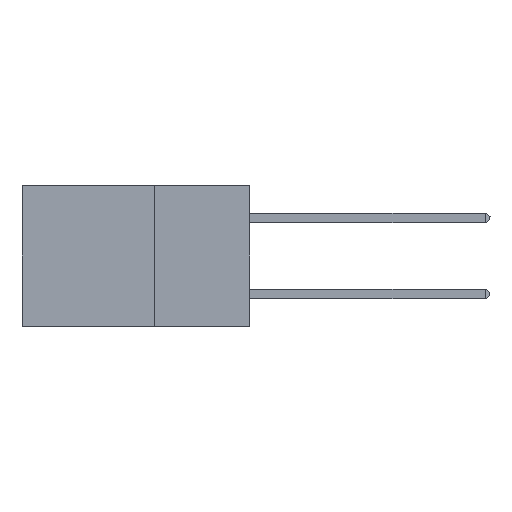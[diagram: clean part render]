
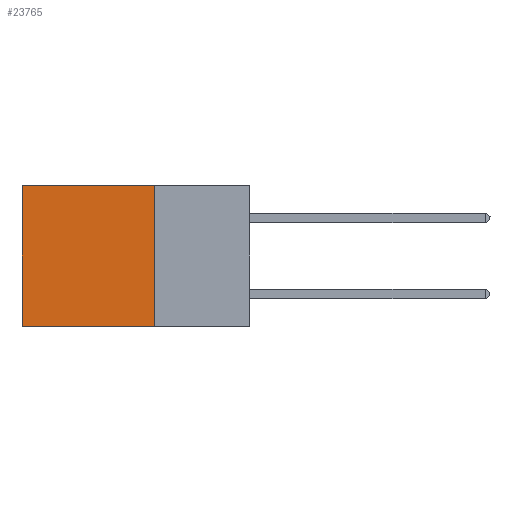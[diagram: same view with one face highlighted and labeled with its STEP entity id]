
A CAD part, left-side view. The second image highlights one B-rep face of the part: STEP entity #23765.
In plain terms, the highlighted planar face has unit normal (-1, 0, 0).
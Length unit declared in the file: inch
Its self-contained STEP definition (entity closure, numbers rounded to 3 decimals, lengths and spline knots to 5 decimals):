
#240 = PLANE ( 'NONE',  #21778 ) ;
#913 = VERTEX_POINT ( 'NONE', #2706 ) ;
#1231 = CARTESIAN_POINT ( 'NONE',  ( 0.2875, 0.6, 0. ) ) ;
#2706 = CARTESIAN_POINT ( 'NONE',  ( 0.2875, 0.6, -0.37 ) ) ;
#4195 = VECTOR ( 'NONE', #40020, 39.37008 ) ;
#4641 = DIRECTION ( 'NONE',  ( 0., 1., 0. ) ) ;
#4790 = CARTESIAN_POINT ( 'NONE',  ( 0.2875, 0.25, -0.37 ) ) ;
#4943 = VECTOR ( 'NONE', #4641, 39.37008 ) ;
#5309 = CARTESIAN_POINT ( 'NONE',  ( 0.2875, 0.25, 0. ) ) ;
#6487 = EDGE_CURVE ( 'NONE', #38962, #39466, #14697, .T. ) ;
#7320 = CARTESIAN_POINT ( 'NONE',  ( 0.2875, 0.25, 0. ) ) ;
#9962 = VECTOR ( 'NONE', #19447, 39.37008 ) ;
#10264 = CARTESIAN_POINT ( 'NONE',  ( 0.2875, 0.25, 0. ) ) ;
#10894 = DIRECTION ( 'NONE',  ( 0., 0., -1. ) ) ;
#14129 = DIRECTION ( 'NONE',  ( 0., 0., -1. ) ) ;
#14697 = LINE ( 'NONE', #26636, #4195 ) ;
#17371 = EDGE_CURVE ( 'NONE', #30836, #913, #23640, .T. ) ;
#19447 = DIRECTION ( 'NONE',  ( 0., 0., -1. ) ) ;
#21778 = AXIS2_PLACEMENT_3D ( 'NONE', #7320, #31907, #10894 ) ;
#23053 = EDGE_LOOP ( 'NONE', ( #24813, #30479, #25531, #33929 ) ) ;
#23640 = LINE ( 'NONE', #4790, #4943 ) ;
#23765 = ADVANCED_FACE ( 'NONE', ( #30214 ), #240, .F. ) ;
#24813 = ORIENTED_EDGE ( 'NONE', *, *, #43474, .T. ) ;
#25531 = ORIENTED_EDGE ( 'NONE', *, *, #31080, .F. ) ;
#26636 = CARTESIAN_POINT ( 'NONE',  ( 0.2875, 0.25, 0. ) ) ;
#29334 = VECTOR ( 'NONE', #14129, 39.37008 ) ;
#29724 = LINE ( 'NONE', #5309, #9962 ) ;
#30214 = FACE_OUTER_BOUND ( 'NONE', #23053, .T. ) ;
#30409 = LINE ( 'NONE', #31631, #29334 ) ;
#30479 = ORIENTED_EDGE ( 'NONE', *, *, #17371, .F. ) ;
#30836 = VERTEX_POINT ( 'NONE', #38981 ) ;
#31080 = EDGE_CURVE ( 'NONE', #38962, #30836, #29724, .T. ) ;
#31631 = CARTESIAN_POINT ( 'NONE',  ( 0.2875, 0.6, 0. ) ) ;
#31907 = DIRECTION ( 'NONE',  ( 1., 0., 0. ) ) ;
#33929 = ORIENTED_EDGE ( 'NONE', *, *, #6487, .T. ) ;
#38962 = VERTEX_POINT ( 'NONE', #10264 ) ;
#38981 = CARTESIAN_POINT ( 'NONE',  ( 0.2875, 0.25, -0.37 ) ) ;
#39466 = VERTEX_POINT ( 'NONE', #1231 ) ;
#40020 = DIRECTION ( 'NONE',  ( 0., 1., 0. ) ) ;
#43474 = EDGE_CURVE ( 'NONE', #39466, #913, #30409, .T. ) ;
